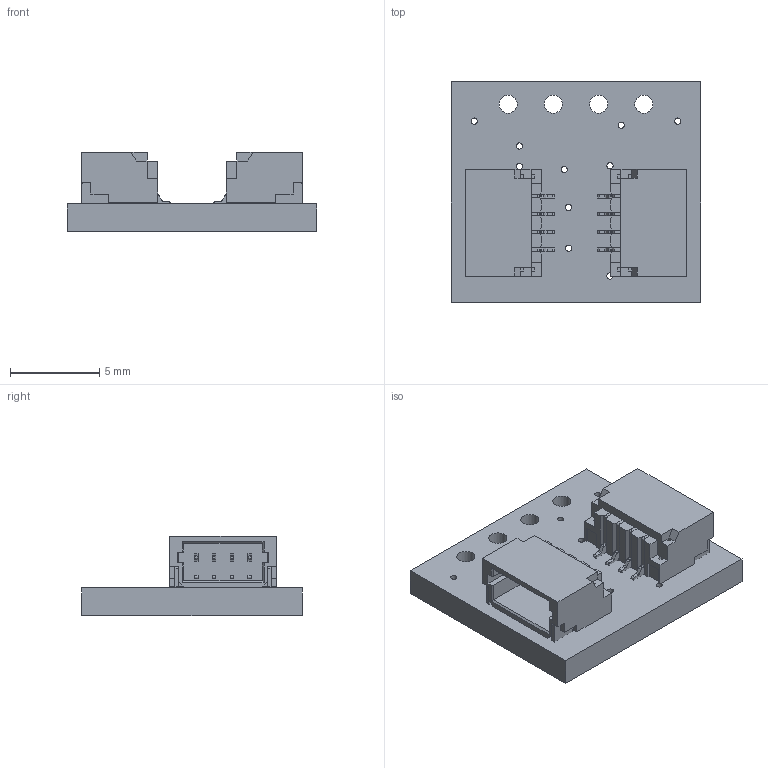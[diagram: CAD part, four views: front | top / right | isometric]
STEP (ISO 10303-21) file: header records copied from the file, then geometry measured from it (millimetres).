
FILE_DESCRIPTION(/* description */ (''),/* implementation_level */ '2;1');
FILE_NAME(/* name */ 'uSup-DIP.step',/* time_stamp */ '2022-06-27T12:31:50+02:00',/* author */ (''),/* organization */ (''),/* preprocessor_version */ 'ST-DEVELOPER v19',/* originating_system */ 'Autodesk Translation Framework v11.7.0.108',/* authorisation */ '');
FILE_SCHEMA (('AUTOMOTIVE_DESIGN { 1 0 10303 214 3 1 1 }'));
Length unit declared in the file: millimetre
Products named in the file (6): uSup-DIP; Board; Packages; LASKAKIT_HEART_3MM; USUP_4MM_SILKSCREEN; 1X04_1MM_RA
Assembly tree (6 placements, depth 3):
  uSup-DIP
    Board
    Packages
      LASKAKIT_HEART_3MM
      USUP_4MM_SILKSCREEN
      1X04_1MM_RA  x2
Bounding box: 13.97 x 12.37 x 4.47 mm (x, y, z)
Volume: 343.8 mm3; surface area: 871.6 mm2
Topology: 15 solids, 15 shells, 558 faces, 1614 edges, 1072 vertices
Faces by surface type: plane 464, cylinder 94
Full cylindrical faces by diameter (mm): 0.35 x14, 1.016 x4
Entity records: 9910 total; most frequent: CARTESIAN_POINT 1702, ORIENTED_EDGE 1680, DIRECTION 1560, EDGE_CURVE 840, LINE 728, VECTOR 728, VERTEX_POINT 558, AXIS2_PLACEMENT_3D 416
